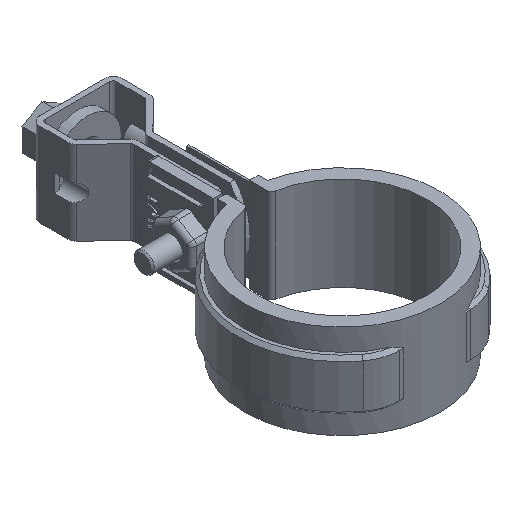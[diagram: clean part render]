
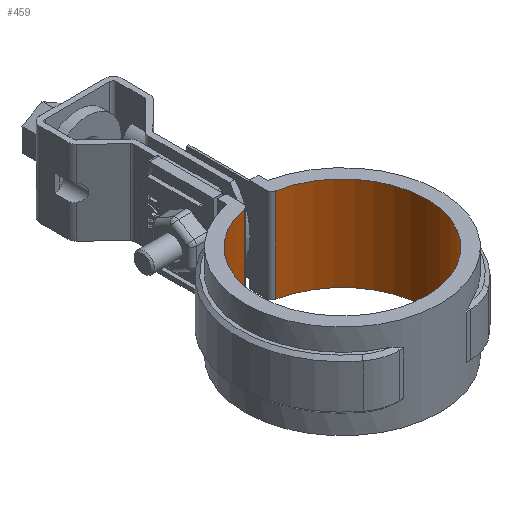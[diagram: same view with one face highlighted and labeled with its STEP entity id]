
A CAD part, isometric view. The second image highlights one B-rep face of the part: STEP entity #459.
In plain terms, the highlighted cylindrical face has radius 25 mm (diameter 50 mm), a partial arc.
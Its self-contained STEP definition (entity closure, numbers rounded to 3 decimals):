
#459 = ADVANCED_FACE( '', ( #912 ), #913, .F. );
#912 = FACE_OUTER_BOUND( '', #2230, .T. );
#913 = CYLINDRICAL_SURFACE( '', #2231, 25. );
#2230 = EDGE_LOOP( '', ( #4633, #4634, #4635, #4636 ) );
#2231 = AXIS2_PLACEMENT_3D( '', #4637, #4638, #4639 );
#4633 = ORIENTED_EDGE( '', *, *, #7297, .F. );
#4634 = ORIENTED_EDGE( '', *, *, #7308, .T. );
#4635 = ORIENTED_EDGE( '', *, *, #7302, .T. );
#4636 = ORIENTED_EDGE( '', *, *, #7309, .T. );
#4637 = CARTESIAN_POINT( '', ( 0., 0., -98.233 ) );
#4638 = DIRECTION( '', ( 0., 0., -1. ) );
#4639 = DIRECTION( '', ( -1., 0., 0. ) );
#7297 = EDGE_CURVE( '', #8495, #8497, #8498, .F. );
#7302 = EDGE_CURVE( '', #8505, #8506, #8507, .F. );
#7308 = EDGE_CURVE( '', #8495, #8505, #8515, .T. );
#7309 = EDGE_CURVE( '', #8506, #8497, #8516, .F. );
#8495 = VERTEX_POINT( '', #12008 );
#8497 = VERTEX_POINT( '', #12010 );
#8498 = CIRCLE( '', #12011, 25. );
#8505 = VERTEX_POINT( '', #12020 );
#8506 = VERTEX_POINT( '', #12021 );
#8507 = CIRCLE( '', #12022, 25. );
#8515 = LINE( '', #12032, #12033 );
#8516 = LINE( '', #12034, #12035 );
#12008 = CARTESIAN_POINT( '', ( -4.717, 24.551, -26.5 ) );
#12010 = CARTESIAN_POINT( '', ( 4.717, 24.551, -26.5 ) );
#12011 = AXIS2_PLACEMENT_3D( '', #14022, #14023, #14024 );
#12020 = CARTESIAN_POINT( '', ( -4.717, 24.551, 1.5 ) );
#12021 = CARTESIAN_POINT( '', ( 4.717, 24.551, 1.5 ) );
#12022 = AXIS2_PLACEMENT_3D( '', #14033, #14034, #14035 );
#12032 = CARTESIAN_POINT( '', ( -4.717, 24.551, -98.233 ) );
#12033 = VECTOR( '', #14047, 1000. );
#12034 = CARTESIAN_POINT( '', ( 4.717, 24.551, -98.233 ) );
#12035 = VECTOR( '', #14048, 1000. );
#14022 = CARTESIAN_POINT( '', ( 0., 0., -26.5 ) );
#14023 = DIRECTION( '', ( 0., 0., -1. ) );
#14024 = DIRECTION( '', ( -1., 0., 0. ) );
#14033 = CARTESIAN_POINT( '', ( 0., 0., 1.5 ) );
#14034 = DIRECTION( '', ( 0., 0., -1. ) );
#14035 = DIRECTION( '', ( -1., 0., 0. ) );
#14047 = DIRECTION( '', ( 0., 0., 1. ) );
#14048 = DIRECTION( '', ( 0., 0., 1. ) );
